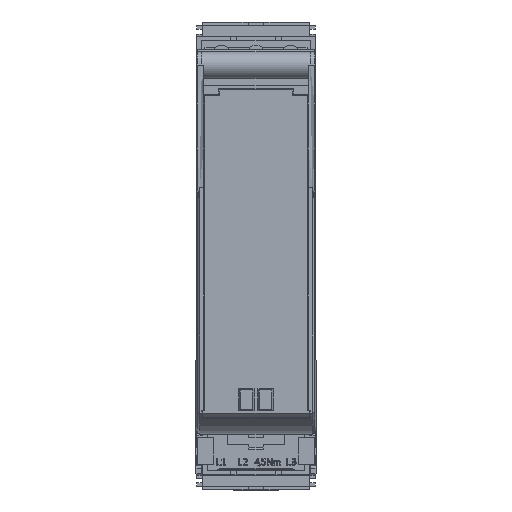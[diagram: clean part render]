
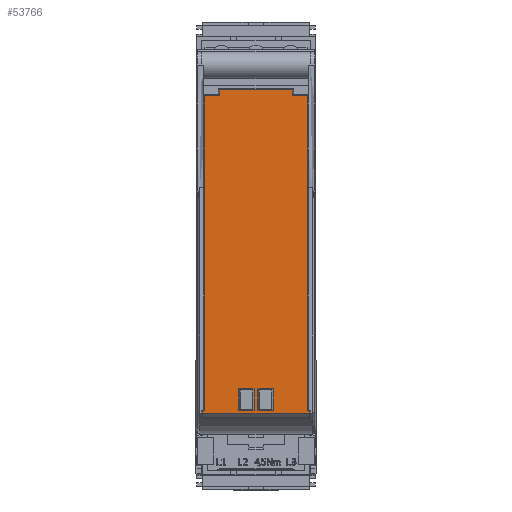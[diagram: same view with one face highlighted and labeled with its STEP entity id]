
A CAD part, top view. The second image highlights one B-rep face of the part: STEP entity #53766.
In plain terms, the highlighted planar face has unit normal (0, 0, 1).
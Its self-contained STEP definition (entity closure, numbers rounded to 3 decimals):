
#53738=AXIS2_PLACEMENT_3D('Plane Axis2P3D',#53735,#53736,#53737) ;
#51973=CARTESIAN_POINT('Vertex',(-7.619,-145.869,2.)) ;
#51979=CARTESIAN_POINT('Vertex',(-7.619,-136.131,2.)) ;
#51982=CARTESIAN_POINT('Line Origine',(-7.619,-76.4,2.)) ;
#52000=CARTESIAN_POINT('Line Origine',(0.,-145.869,2.)) ;
#52004=CARTESIAN_POINT('Vertex',(-0.881,-145.869,2.)) ;
#52027=CARTESIAN_POINT('Vertex',(-0.881,-136.131,2.)) ;
#52030=CARTESIAN_POINT('Line Origine',(-0.881,-76.4,2.)) ;
#52048=CARTESIAN_POINT('Line Origine',(0.,-136.131,2.)) ;
#52079=CARTESIAN_POINT('Vertex',(22.9,-6.4,2.)) ;
#52082=CARTESIAN_POINT('Line Origine',(22.9,-76.162,2.)) ;
#52086=CARTESIAN_POINT('Vertex',(22.9,-145.924,2.)) ;
#52135=CARTESIAN_POINT('Vertex',(16.2,-6.4,2.)) ;
#52138=CARTESIAN_POINT('Line Origine',(19.55,-6.4,2.)) ;
#52185=CARTESIAN_POINT('Line Origine',(16.2,-5.15,2.)) ;
#52189=CARTESIAN_POINT('Vertex',(16.2,-3.9,2.)) ;
#52216=CARTESIAN_POINT('Line Origine',(0.,-3.9,2.)) ;
#52220=CARTESIAN_POINT('Vertex',(-16.2,-3.9,2.)) ;
#52258=CARTESIAN_POINT('Vertex',(-16.2,-6.4,2.)) ;
#52261=CARTESIAN_POINT('Line Origine',(-16.2,-5.15,2.)) ;
#52307=CARTESIAN_POINT('Vertex',(-22.9,-6.4,2.)) ;
#52310=CARTESIAN_POINT('Line Origine',(-19.55,-6.4,2.)) ;
#52356=CARTESIAN_POINT('Vertex',(-22.9,-145.924,2.)) ;
#52359=CARTESIAN_POINT('Line Origine',(-22.9,-76.162,2.)) ;
#52395=CARTESIAN_POINT('Vertex',(7.619,-136.131,2.)) ;
#52398=CARTESIAN_POINT('Line Origine',(0.,-136.131,2.)) ;
#52402=CARTESIAN_POINT('Vertex',(0.881,-136.131,2.)) ;
#52427=CARTESIAN_POINT('Vertex',(7.619,-145.869,2.)) ;
#52430=CARTESIAN_POINT('Line Origine',(7.619,-76.4,2.)) ;
#52463=CARTESIAN_POINT('Vertex',(0.881,-145.869,2.)) ;
#52466=CARTESIAN_POINT('Line Origine',(0.,-145.869,2.)) ;
#52489=CARTESIAN_POINT('Line Origine',(0.881,-76.4,2.)) ;
#53078=CARTESIAN_POINT('Line Origine',(23.275,-145.924,2.)) ;
#53082=CARTESIAN_POINT('Vertex',(23.65,-145.924,2.)) ;
#53500=CARTESIAN_POINT('Vertex',(-23.65,-145.924,2.)) ;
#53503=CARTESIAN_POINT('Line Origine',(-23.275,-145.924,2.)) ;
#53559=CARTESIAN_POINT('Line Origine',(23.65,-146.462,2.)) ;
#53563=CARTESIAN_POINT('Vertex',(23.65,-147.,2.)) ;
#53696=CARTESIAN_POINT('Vertex',(-23.65,-147.,2.)) ;
#53699=CARTESIAN_POINT('Line Origine',(-23.65,-146.462,2.)) ;
#53721=CARTESIAN_POINT('Line Origine',(-11.45,-147.,2.)) ;
#53735=CARTESIAN_POINT('Axis2P3D Location',(0.,-147.,2.)) ;
#51983=DIRECTION('Vector Direction',(0.,-1.,0.)) ;
#52001=DIRECTION('Vector Direction',(-1.,0.,0.)) ;
#52031=DIRECTION('Vector Direction',(0.,-1.,0.)) ;
#52049=DIRECTION('Vector Direction',(-1.,0.,0.)) ;
#52083=DIRECTION('Vector Direction',(0.,1.,0.)) ;
#52139=DIRECTION('Vector Direction',(1.,0.,0.)) ;
#52186=DIRECTION('Vector Direction',(0.,1.,0.)) ;
#52217=DIRECTION('Vector Direction',(-1.,0.,0.)) ;
#52262=DIRECTION('Vector Direction',(0.,1.,0.)) ;
#52311=DIRECTION('Vector Direction',(1.,0.,0.)) ;
#52360=DIRECTION('Vector Direction',(0.,1.,0.)) ;
#52399=DIRECTION('Vector Direction',(-1.,0.,0.)) ;
#52431=DIRECTION('Vector Direction',(0.,-1.,0.)) ;
#52467=DIRECTION('Vector Direction',(-1.,0.,0.)) ;
#52490=DIRECTION('Vector Direction',(0.,-1.,0.)) ;
#53079=DIRECTION('Vector Direction',(-1.,0.,0.)) ;
#53504=DIRECTION('Vector Direction',(-1.,0.,0.)) ;
#53560=DIRECTION('Vector Direction',(0.,1.,0.)) ;
#53700=DIRECTION('Vector Direction',(0.,1.,0.)) ;
#53722=DIRECTION('Vector Direction',(1.,0.,0.)) ;
#53736=DIRECTION('Axis2P3D Direction',(0.,-0.,1.)) ;
#53737=DIRECTION('Axis2P3D XDirection',(0.,1.,0.)) ;
#51984=VECTOR('Line Direction',#51983,1.) ;
#52002=VECTOR('Line Direction',#52001,1.) ;
#52032=VECTOR('Line Direction',#52031,1.) ;
#52050=VECTOR('Line Direction',#52049,1.) ;
#52084=VECTOR('Line Direction',#52083,1.) ;
#52140=VECTOR('Line Direction',#52139,1.) ;
#52187=VECTOR('Line Direction',#52186,1.) ;
#52218=VECTOR('Line Direction',#52217,1.) ;
#52263=VECTOR('Line Direction',#52262,1.) ;
#52312=VECTOR('Line Direction',#52311,1.) ;
#52361=VECTOR('Line Direction',#52360,1.) ;
#52400=VECTOR('Line Direction',#52399,1.) ;
#52432=VECTOR('Line Direction',#52431,1.) ;
#52468=VECTOR('Line Direction',#52467,1.) ;
#52491=VECTOR('Line Direction',#52490,1.) ;
#53080=VECTOR('Line Direction',#53079,1.) ;
#53505=VECTOR('Line Direction',#53504,1.) ;
#53561=VECTOR('Line Direction',#53560,1.) ;
#53701=VECTOR('Line Direction',#53700,1.) ;
#53723=VECTOR('Line Direction',#53722,1.) ;
#53741=ORIENTED_EDGE('',*,*,#53565,.T.) ;
#53742=ORIENTED_EDGE('',*,*,#53084,.F.) ;
#53743=ORIENTED_EDGE('',*,*,#52088,.F.) ;
#53744=ORIENTED_EDGE('',*,*,#52142,.T.) ;
#53745=ORIENTED_EDGE('',*,*,#52191,.F.) ;
#53746=ORIENTED_EDGE('',*,*,#52222,.F.) ;
#53747=ORIENTED_EDGE('',*,*,#52265,.T.) ;
#53748=ORIENTED_EDGE('',*,*,#52314,.F.) ;
#53749=ORIENTED_EDGE('',*,*,#52363,.T.) ;
#53750=ORIENTED_EDGE('',*,*,#53507,.T.) ;
#53751=ORIENTED_EDGE('',*,*,#53703,.F.) ;
#53752=ORIENTED_EDGE('',*,*,#53725,.T.) ;
#53755=ORIENTED_EDGE('',*,*,#52034,.T.) ;
#53756=ORIENTED_EDGE('',*,*,#52006,.T.) ;
#53757=ORIENTED_EDGE('',*,*,#51986,.T.) ;
#53758=ORIENTED_EDGE('',*,*,#52052,.T.) ;
#53761=ORIENTED_EDGE('',*,*,#52404,.T.) ;
#53762=ORIENTED_EDGE('',*,*,#52434,.T.) ;
#53763=ORIENTED_EDGE('',*,*,#52470,.T.) ;
#53764=ORIENTED_EDGE('',*,*,#52493,.T.) ;
#53759=FACE_BOUND('',#53754,.T.) ;
#53765=FACE_BOUND('',#53760,.T.) ;
#53766=ADVANCED_FACE('Hauptkoerper nicht benutzen',(#53753,#53759,#53765),#53739,.T.) ;
#51986=EDGE_CURVE('',#51974,#51980,#51985,.F.) ;
#52006=EDGE_CURVE('',#52005,#51974,#52003,.T.) ;
#52034=EDGE_CURVE('',#52028,#52005,#52033,.T.) ;
#52052=EDGE_CURVE('',#51980,#52028,#52051,.F.) ;
#52088=EDGE_CURVE('',#52080,#52087,#52085,.F.) ;
#52142=EDGE_CURVE('',#52080,#52136,#52141,.F.) ;
#52191=EDGE_CURVE('',#52190,#52136,#52188,.F.) ;
#52222=EDGE_CURVE('',#52221,#52190,#52219,.F.) ;
#52265=EDGE_CURVE('',#52221,#52259,#52264,.F.) ;
#52314=EDGE_CURVE('',#52308,#52259,#52313,.T.) ;
#52363=EDGE_CURVE('',#52308,#52357,#52362,.F.) ;
#52404=EDGE_CURVE('',#52403,#52396,#52401,.F.) ;
#52434=EDGE_CURVE('',#52396,#52428,#52433,.T.) ;
#52470=EDGE_CURVE('',#52428,#52464,#52469,.T.) ;
#52493=EDGE_CURVE('',#52464,#52403,#52492,.F.) ;
#53084=EDGE_CURVE('',#52087,#53083,#53081,.F.) ;
#53507=EDGE_CURVE('',#52357,#53501,#53506,.T.) ;
#53565=EDGE_CURVE('',#53564,#53083,#53562,.T.) ;
#53703=EDGE_CURVE('',#53697,#53501,#53702,.T.) ;
#53725=EDGE_CURVE('',#53697,#53564,#53724,.T.) ;
#53740=EDGE_LOOP('',(#53741,#53742,#53743,#53744,#53745,#53746,#53747,#53748,#53749,#53750,#53751,#53752)) ;
#53754=EDGE_LOOP('',(#53755,#53756,#53757,#53758)) ;
#53760=EDGE_LOOP('',(#53761,#53762,#53763,#53764)) ;
#53753=FACE_OUTER_BOUND('',#53740,.T.) ;
#51985=LINE('Line',#51982,#51984) ;
#52003=LINE('Line',#52000,#52002) ;
#52033=LINE('Line',#52030,#52032) ;
#52051=LINE('Line',#52048,#52050) ;
#52085=LINE('Line',#52082,#52084) ;
#52141=LINE('Line',#52138,#52140) ;
#52188=LINE('Line',#52185,#52187) ;
#52219=LINE('Line',#52216,#52218) ;
#52264=LINE('Line',#52261,#52263) ;
#52313=LINE('Line',#52310,#52312) ;
#52362=LINE('Line',#52359,#52361) ;
#52401=LINE('Line',#52398,#52400) ;
#52433=LINE('Line',#52430,#52432) ;
#52469=LINE('Line',#52466,#52468) ;
#52492=LINE('Line',#52489,#52491) ;
#53081=LINE('Line',#53078,#53080) ;
#53506=LINE('Line',#53503,#53505) ;
#53562=LINE('Line',#53559,#53561) ;
#53702=LINE('Line',#53699,#53701) ;
#53724=LINE('Line',#53721,#53723) ;
#53739=PLANE('',#53738) ;
#51974=VERTEX_POINT('',#51973) ;
#51980=VERTEX_POINT('',#51979) ;
#52005=VERTEX_POINT('',#52004) ;
#52028=VERTEX_POINT('',#52027) ;
#52080=VERTEX_POINT('',#52079) ;
#52087=VERTEX_POINT('',#52086) ;
#52136=VERTEX_POINT('',#52135) ;
#52190=VERTEX_POINT('',#52189) ;
#52221=VERTEX_POINT('',#52220) ;
#52259=VERTEX_POINT('',#52258) ;
#52308=VERTEX_POINT('',#52307) ;
#52357=VERTEX_POINT('',#52356) ;
#52396=VERTEX_POINT('',#52395) ;
#52403=VERTEX_POINT('',#52402) ;
#52428=VERTEX_POINT('',#52427) ;
#52464=VERTEX_POINT('',#52463) ;
#53083=VERTEX_POINT('',#53082) ;
#53501=VERTEX_POINT('',#53500) ;
#53564=VERTEX_POINT('',#53563) ;
#53697=VERTEX_POINT('',#53696) ;
